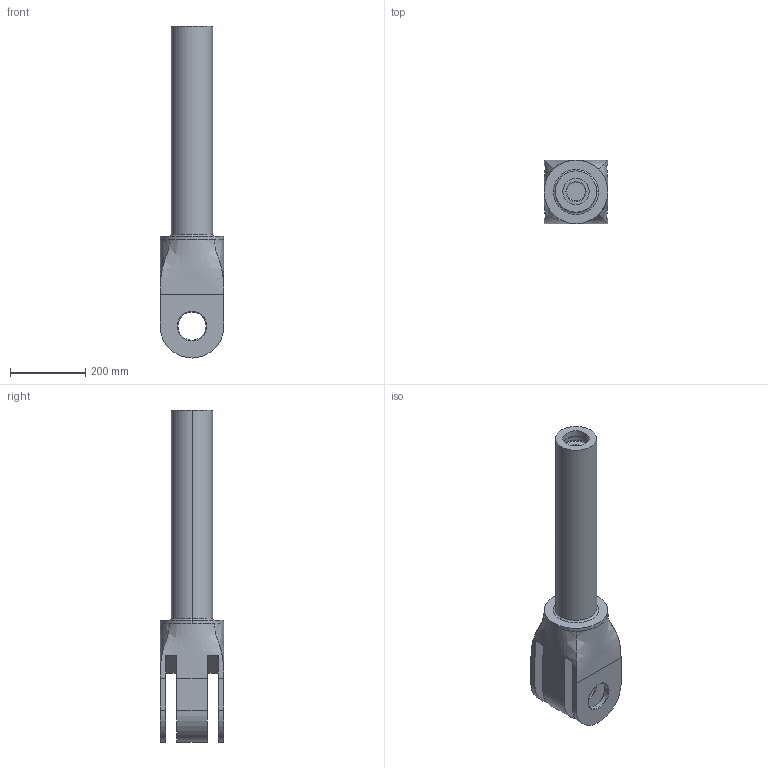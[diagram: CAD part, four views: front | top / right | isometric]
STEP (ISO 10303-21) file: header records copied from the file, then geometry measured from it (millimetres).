
FILE_DESCRIPTION (( 'STEP AP203' ), '1' );
FILE_NAME ('link_5_Default_sldprt.STEP', '2020-05-22T16:21:20', ( '' ), ( '' ), 'SwSTEP 2.0', 'SolidWorks 2018', '' );
FILE_SCHEMA (( 'CONFIG_CONTROL_DESIGN' ));
Length unit declared in the file: millimetre
Products named in the file (1): link_5_Default_sldprt
Bounding box: 170 x 170 x 885 mm (x, y, z)
Volume: 7063886.4 mm3; surface area: 750324.8 mm2
Topology: 1 solids, 1 shells, 101 faces, 238 edges, 144 vertices
Faces by surface type: cylinder 35, torus 32, plane 22, bspline 12
Entity records: 3627 total; most frequent: CARTESIAN_POINT 1235, DIRECTION 506, ORIENTED_EDGE 476, EDGE_CURVE 238, AXIS2_PLACEMENT_3D 219, VERTEX_POINT 144, CIRCLE 129, EDGE_LOOP 112
